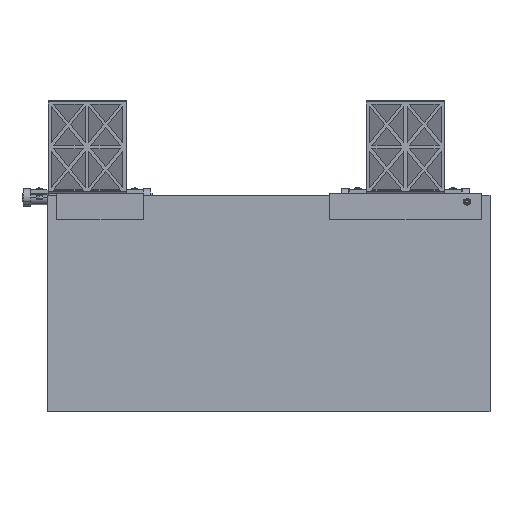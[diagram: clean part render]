
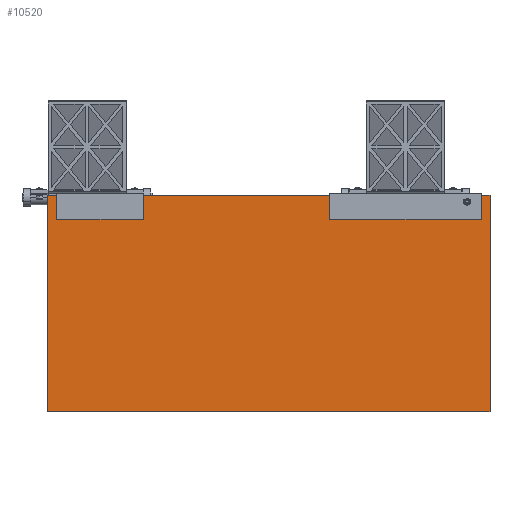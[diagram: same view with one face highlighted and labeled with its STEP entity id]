
A CAD part, front view. The second image highlights one B-rep face of the part: STEP entity #10520.
In plain terms, the highlighted planar face has unit normal (0, -1, 0).
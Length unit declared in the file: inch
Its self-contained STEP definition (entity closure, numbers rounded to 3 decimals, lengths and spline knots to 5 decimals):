
#250 = VECTOR ( 'NONE', #8688, 39.37008 ) ;
#701 = AXIS2_PLACEMENT_3D ( 'NONE', #1781, #2845, #9299 ) ;
#1363 = EDGE_LOOP ( 'NONE', ( #6797, #10645, #1483, #9706 ) ) ;
#1483 = ORIENTED_EDGE ( 'NONE', *, *, #6997, .F. ) ;
#1539 = CARTESIAN_POINT ( 'NONE',  ( -14.26991, 0., -6.21313 ) ) ;
#1781 = CARTESIAN_POINT ( 'NONE',  ( 0., 0., 0. ) ) ;
#1823 = CARTESIAN_POINT ( 'NONE',  ( 11.23009, 0., -6.21313 ) ) ;
#2132 = LINE ( 'NONE', #1823, #9397 ) ;
#2845 = DIRECTION ( 'NONE',  ( 0., 1., 0. ) ) ;
#3605 = EDGE_CURVE ( 'NONE', #8260, #6847, #8402, .T. ) ;
#4052 = VERTEX_POINT ( 'NONE', #12073 ) ;
#4730 = CARTESIAN_POINT ( 'NONE',  ( -14.26991, 0., 6.28687 ) ) ;
#5524 = CARTESIAN_POINT ( 'NONE',  ( -14.26991, 0., -6.21313 ) ) ;
#6229 = LINE ( 'NONE', #5524, #250 ) ;
#6278 = VECTOR ( 'NONE', #11873, 39.37008 ) ;
#6797 = ORIENTED_EDGE ( 'NONE', *, *, #8384, .F. ) ;
#6847 = VERTEX_POINT ( 'NONE', #1539 ) ;
#6997 = EDGE_CURVE ( 'NONE', #11710, #8260, #2132, .T. ) ;
#7187 = PLANE ( 'NONE',  #701 ) ;
#7812 = CARTESIAN_POINT ( 'NONE',  ( -14.26991, 0., -6.21313 ) ) ;
#8260 = VERTEX_POINT ( 'NONE', #10695 ) ;
#8384 = EDGE_CURVE ( 'NONE', #6847, #4052, #6229, .T. ) ;
#8402 = LINE ( 'NONE', #7812, #6278 ) ;
#8688 = DIRECTION ( 'NONE',  ( 0., 0., 1. ) ) ;
#9146 = FACE_OUTER_BOUND ( 'NONE', #1363, .T. ) ;
#9299 = DIRECTION ( 'NONE',  ( 0., 0., 1. ) ) ;
#9397 = VECTOR ( 'NONE', #11446, 39.37008 ) ;
#9448 = LINE ( 'NONE', #4730, #12940 ) ;
#9706 = ORIENTED_EDGE ( 'NONE', *, *, #12597, .F. ) ;
#10520 = ADVANCED_FACE ( 'NONE', ( #9146 ), #7187, .F. ) ;
#10645 = ORIENTED_EDGE ( 'NONE', *, *, #3605, .F. ) ;
#10695 = CARTESIAN_POINT ( 'NONE',  ( 11.23009, 0., -6.21313 ) ) ;
#11446 = DIRECTION ( 'NONE',  ( 0., 0., -1. ) ) ;
#11710 = VERTEX_POINT ( 'NONE', #13383 ) ;
#11873 = DIRECTION ( 'NONE',  ( -1., 0., 0. ) ) ;
#12073 = CARTESIAN_POINT ( 'NONE',  ( -14.26991, 0., 6.28687 ) ) ;
#12119 = DIRECTION ( 'NONE',  ( 1., 0., 0. ) ) ;
#12597 = EDGE_CURVE ( 'NONE', #4052, #11710, #9448, .T. ) ;
#12940 = VECTOR ( 'NONE', #12119, 39.37008 ) ;
#13383 = CARTESIAN_POINT ( 'NONE',  ( 11.23009, 0., 6.28687 ) ) ;
